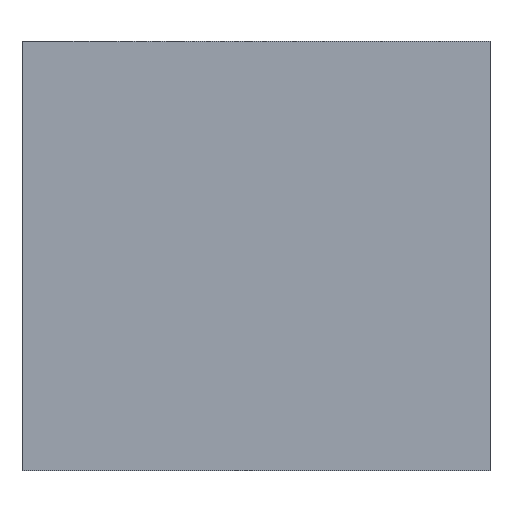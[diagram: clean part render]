
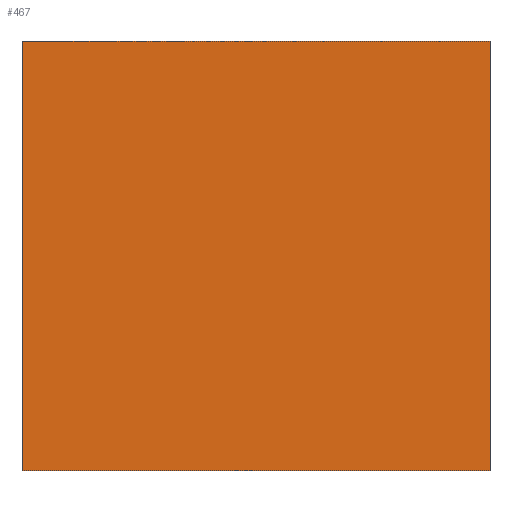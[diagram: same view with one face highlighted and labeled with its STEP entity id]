
A CAD part, front view. The second image highlights one B-rep face of the part: STEP entity #467.
In plain terms, the highlighted planar face has unit normal (0, -1, 0).
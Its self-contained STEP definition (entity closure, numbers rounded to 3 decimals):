
#17 = DIRECTION ( 'NONE',  ( 1., 0., 0. ) ) ;
#35 = CARTESIAN_POINT ( 'NONE',  ( -24., -16.9, 22. ) ) ;
#40 = CARTESIAN_POINT ( 'NONE',  ( 24., -16.9, 22. ) ) ;
#110 = VERTEX_POINT ( 'NONE', #301 ) ;
#111 = LINE ( 'NONE', #325, #636 ) ;
#130 = EDGE_CURVE ( 'NONE', #587, #621, #620, .T. ) ;
#133 = EDGE_CURVE ( 'NONE', #587, #484, #461, .T. ) ;
#158 = CARTESIAN_POINT ( 'NONE',  ( -24., -16.9, 22. ) ) ;
#163 = DIRECTION ( 'NONE',  ( 0., 0., -1. ) ) ;
#193 = DIRECTION ( 'NONE',  ( -1., 0., 0. ) ) ;
#198 = DIRECTION ( 'NONE',  ( 0., 0., -1. ) ) ;
#201 = ORIENTED_EDGE ( 'NONE', *, *, #381, .T. ) ;
#252 = FACE_OUTER_BOUND ( 'NONE', #388, .T. ) ;
#292 = CARTESIAN_POINT ( 'NONE',  ( 24., -16.9, -22. ) ) ;
#301 = CARTESIAN_POINT ( 'NONE',  ( 24., -16.9, -22. ) ) ;
#306 = VECTOR ( 'NONE', #677, 1000. ) ;
#325 = CARTESIAN_POINT ( 'NONE',  ( 24., -16.9, 22. ) ) ;
#371 = AXIS2_PLACEMENT_3D ( 'NONE', #464, #452, #193 ) ;
#381 = EDGE_CURVE ( 'NONE', #621, #110, #496, .T. ) ;
#388 = EDGE_LOOP ( 'NONE', ( #201, #416, #638, #608 ) ) ;
#416 = ORIENTED_EDGE ( 'NONE', *, *, #602, .F. ) ;
#452 = DIRECTION ( 'NONE',  ( 0., 1., 0. ) ) ;
#461 = LINE ( 'NONE', #627, #306 ) ;
#464 = CARTESIAN_POINT ( 'NONE',  ( 24., -16.9, 22. ) ) ;
#467 = ADVANCED_FACE ( 'NONE', ( #252 ), #569, .F. ) ;
#484 = VERTEX_POINT ( 'NONE', #40 ) ;
#496 = LINE ( 'NONE', #292, #604 ) ;
#541 = CARTESIAN_POINT ( 'NONE',  ( -24., -16.9, -22. ) ) ;
#569 = PLANE ( 'NONE',  #371 ) ;
#587 = VERTEX_POINT ( 'NONE', #158 ) ;
#602 = EDGE_CURVE ( 'NONE', #484, #110, #111, .T. ) ;
#604 = VECTOR ( 'NONE', #17, 1000. ) ;
#608 = ORIENTED_EDGE ( 'NONE', *, *, #130, .T. ) ;
#620 = LINE ( 'NONE', #35, #690 ) ;
#621 = VERTEX_POINT ( 'NONE', #541 ) ;
#627 = CARTESIAN_POINT ( 'NONE',  ( 24., -16.9, 22. ) ) ;
#636 = VECTOR ( 'NONE', #163, 1000. ) ;
#638 = ORIENTED_EDGE ( 'NONE', *, *, #133, .F. ) ;
#677 = DIRECTION ( 'NONE',  ( 1., 0., 0. ) ) ;
#690 = VECTOR ( 'NONE', #198, 1000. ) ;
